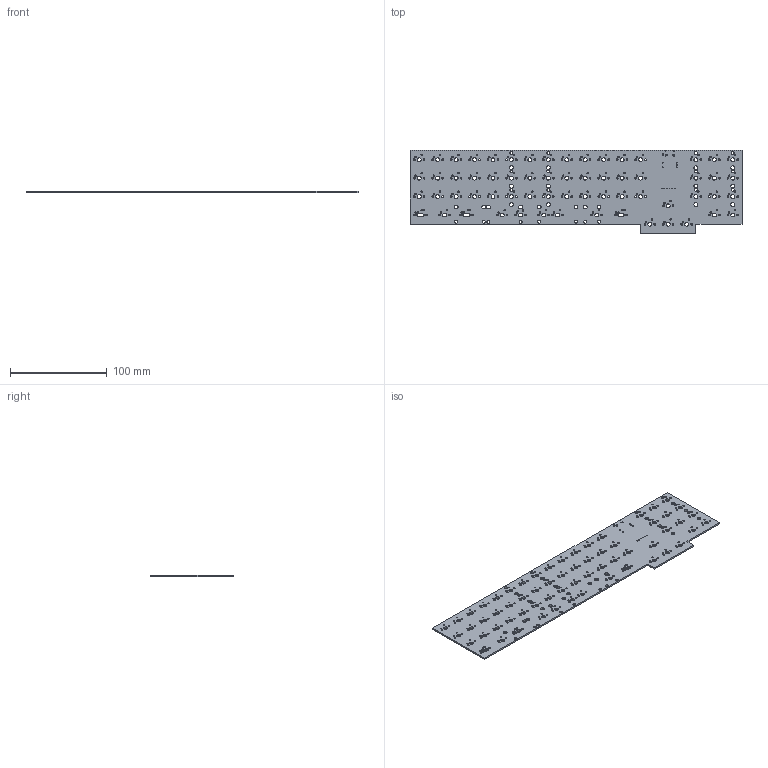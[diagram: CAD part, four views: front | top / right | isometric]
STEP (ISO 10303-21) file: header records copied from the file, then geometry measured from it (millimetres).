
FILE_DESCRIPTION(/* description */ (''),/* implementation_level */ '2;1');
FILE_NAME(/* name */ 'Gorthage Truck.step',/* time_stamp */ '2021-09-22T15:10:28-04:00',/* author */ (''),/* organization */ (''),/* preprocessor_version */ 'ST-DEVELOPER v18.1',/* originating_system */ 'Autodesk Translation Framework v10.10.0.1391',/* authorisation */ '');
FILE_SCHEMA (('AUTOMOTIVE_DESIGN { 1 0 10303 214 3 1 1 }'));
Length unit declared in the file: millimetre
Products named in the file (1): (Unsaved)
Bounding box: 342.9 x 85.72 x 1.6 mm (x, y, z)
Volume: 39849.4 mm3; surface area: 55398.1 mm2
Topology: 1 solids, 1 shells, 419 faces, 1251 edges, 834 vertices
Faces by surface type: cylinder 400, plane 19
Full cylindrical faces by diameter (mm): 0.65 x2, 0.9 x6, 1 x5, 1.47 x132, 1.75 x126, 2 x1, 3.048 x20, 3.988 x80
Entity records: 16145 total; most frequent: DIRECTION 2891, CARTESIAN_POINT 2505, ORIENTED_EDGE 2502, EDGE_CURVE 1251, AXIS2_PLACEMENT_3D 1220, EDGE_LOOP 1179, VERTEX_POINT 834, CIRCLE 800
